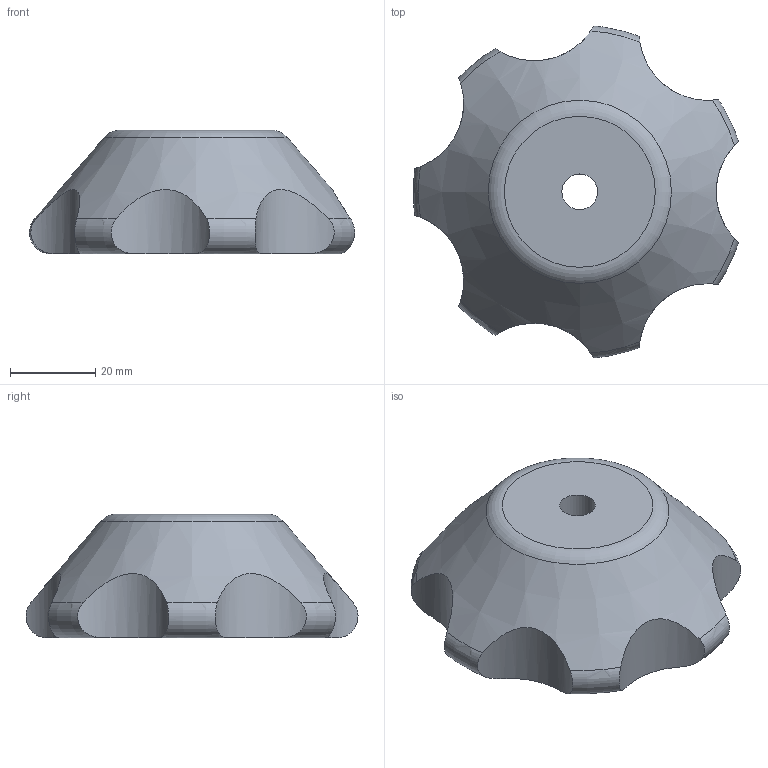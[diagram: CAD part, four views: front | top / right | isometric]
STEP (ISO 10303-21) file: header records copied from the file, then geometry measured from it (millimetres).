
FILE_DESCRIPTION(('FreeCAD Model'),'2;1');
FILE_NAME('Open CASCADE Shape Model','2023-03-24T13:05:51',('Author'),( ''),'Open CASCADE STEP processor 7.5','FreeCAD','Unknown');
FILE_SCHEMA(('AUTOMOTIVE_DESIGN { 1 0 10303 214 1 1 1 1 }'));
Length unit declared in the file: millimetre
Products named in the file (1): spool-holder-knob
Bounding box: 76.28 x 77.9 x 29 mm (x, y, z)
Volume: 85371.6 mm3; surface area: 12597.9 mm2
Topology: 1 solids, 1 shells, 19 faces, 50 edges, 33 vertices
Faces by surface type: cylinder 8, torus 8, plane 2, cone 1
Full cylindrical faces by diameter (mm): 8.4 x1
Entity records: 5350 total; most frequent: CARTESIAN_POINT 4411, DIRECTION 148, ORIENTED_EDGE 100, PCURVE 100, DEFINITIONAL_REPRESENTATION 100, B_SPLINE_CURVE_WITH_KNOTS 68, EDGE_CURVE 50, SURFACE_CURVE 47
